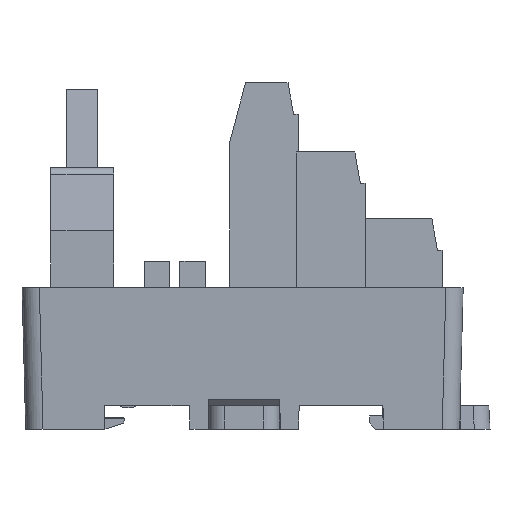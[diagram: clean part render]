
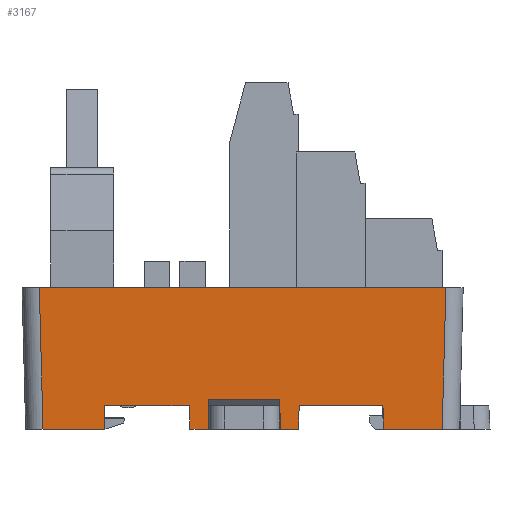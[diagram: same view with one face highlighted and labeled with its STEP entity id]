
A CAD part, left-side view. The second image highlights one B-rep face of the part: STEP entity #3167.
In plain terms, the highlighted planar face has unit normal (-1, 0, -0.026).
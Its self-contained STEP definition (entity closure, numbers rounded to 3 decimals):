
#1944=FACE_OUTER_BOUND('',#6288,.T.);
#3167=ADVANCED_FACE('',(#1944),#4470,.T.);
#4470=PLANE('',#25248);
#6288=EDGE_LOOP('',(#8562,#8563,#8564,#8565,#8566,#8567,#8568,#8569,#8570,
#8571,#8572,#8573,#8574,#8575,#8576,#8577));
#8562=ORIENTED_EDGE('',*,*,#16721,.T.);
#8563=ORIENTED_EDGE('',*,*,#16778,.T.);
#8564=ORIENTED_EDGE('',*,*,#16748,.T.);
#8565=ORIENTED_EDGE('',*,*,#16771,.F.);
#8566=ORIENTED_EDGE('',*,*,#16534,.T.);
#8567=ORIENTED_EDGE('',*,*,#16779,.F.);
#8568=ORIENTED_EDGE('',*,*,#16780,.F.);
#8569=ORIENTED_EDGE('',*,*,#16781,.T.);
#8570=ORIENTED_EDGE('',*,*,#16782,.F.);
#8571=ORIENTED_EDGE('',*,*,#16783,.T.);
#8572=ORIENTED_EDGE('',*,*,#16784,.F.);
#8573=ORIENTED_EDGE('',*,*,#16785,.T.);
#8574=ORIENTED_EDGE('',*,*,#16520,.T.);
#8575=ORIENTED_EDGE('',*,*,#16711,.T.);
#8576=ORIENTED_EDGE('',*,*,#16703,.T.);
#8577=ORIENTED_EDGE('',*,*,#16786,.T.);
#14361=VERTEX_POINT('',#33840);
#14362=VERTEX_POINT('',#33842);
#14375=VERTEX_POINT('',#33868);
#14376=VERTEX_POINT('',#33870);
#14507=VERTEX_POINT('',#34205);
#14508=VERTEX_POINT('',#34207);
#14518=VERTEX_POINT('',#34241);
#14519=VERTEX_POINT('',#34243);
#14537=VERTEX_POINT('',#34290);
#14538=VERTEX_POINT('',#34292);
#14550=VERTEX_POINT('',#34352);
#14551=VERTEX_POINT('',#34354);
#14552=VERTEX_POINT('',#34356);
#14553=VERTEX_POINT('',#34358);
#14554=VERTEX_POINT('',#34360);
#14555=VERTEX_POINT('',#34362);
#16520=EDGE_CURVE('',#14362,#14361,#19658,.T.);
#16534=EDGE_CURVE('',#14376,#14375,#19670,.T.);
#16703=EDGE_CURVE('',#14508,#14507,#19832,.T.);
#16711=EDGE_CURVE('',#14361,#14508,#19840,.T.);
#16721=EDGE_CURVE('',#14519,#14518,#19848,.T.);
#16748=EDGE_CURVE('',#14538,#14537,#19871,.T.);
#16771=EDGE_CURVE('',#14376,#14537,#19891,.T.);
#16778=EDGE_CURVE('',#14518,#14538,#19898,.T.);
#16779=EDGE_CURVE('',#14550,#14375,#19899,.T.);
#16780=EDGE_CURVE('',#14551,#14550,#19900,.T.);
#16781=EDGE_CURVE('',#14551,#14552,#19901,.T.);
#16782=EDGE_CURVE('',#14553,#14552,#19902,.T.);
#16783=EDGE_CURVE('',#14553,#14554,#19903,.T.);
#16784=EDGE_CURVE('',#14555,#14554,#19904,.T.);
#16785=EDGE_CURVE('',#14555,#14362,#19905,.T.);
#16786=EDGE_CURVE('',#14507,#14519,#19906,.T.);
#19658=LINE('',#33841,#22521);
#19670=LINE('',#33869,#22533);
#19832=LINE('',#34206,#22695);
#19840=LINE('',#34221,#22703);
#19848=LINE('',#34242,#22711);
#19871=LINE('',#34291,#22734);
#19891=LINE('',#34339,#22754);
#19898=LINE('',#34350,#22761);
#19899=LINE('',#34351,#22762);
#19900=LINE('',#34353,#22763);
#19901=LINE('',#34355,#22764);
#19902=LINE('',#34357,#22765);
#19903=LINE('',#34359,#22766);
#19904=LINE('',#34361,#22767);
#19905=LINE('',#34363,#22768);
#19906=LINE('',#34364,#22769);
#22521=VECTOR('',#27157,1.);
#22533=VECTOR('',#27173,1.);
#22695=VECTOR('',#27421,1.);
#22703=VECTOR('',#27433,1.);
#22711=VECTOR('',#27455,1.);
#22734=VECTOR('',#27492,1.);
#22754=VECTOR('',#27544,1.);
#22761=VECTOR('',#27559,1.);
#22762=VECTOR('',#27560,1.);
#22763=VECTOR('',#27561,1.);
#22764=VECTOR('',#27562,1.);
#22765=VECTOR('',#27563,1.);
#22766=VECTOR('',#27564,1.);
#22767=VECTOR('',#27565,1.);
#22768=VECTOR('',#27566,1.);
#22769=VECTOR('',#27567,1.);
#25248=AXIS2_PLACEMENT_3D('',#34365,#27568,#27569);
#27157=DIRECTION('',(0.,-1.,0.));
#27173=DIRECTION('',(0.,-1.,0.));
#27421=DIRECTION('',(0.,-1.,0.));
#27433=DIRECTION('',(0.026,-0.017,-1.));
#27455=DIRECTION('',(0.,1.,0.));
#27492=DIRECTION('',(0.,-1.,0.));
#27544=DIRECTION('',(0.026,0.017,-1.));
#27559=DIRECTION('',(0.026,-0.026,-0.999));
#27560=DIRECTION('',(-0.026,0.035,0.999));
#27561=DIRECTION('',(0.,1.,0.));
#27562=DIRECTION('',(-0.026,-0.009,1.));
#27563=DIRECTION('',(0.,1.,0.));
#27564=DIRECTION('',(0.026,-0.009,-1.));
#27565=DIRECTION('',(0.,1.,0.));
#27566=DIRECTION('',(-0.026,-0.035,0.999));
#27567=DIRECTION('',(-0.026,-0.026,0.999));
#27568=DIRECTION('',(-1.,0.,-0.026));
#27569=DIRECTION('',(0.026,0.,-1.));
#33840=CARTESIAN_POINT('',(-28.557,10.2,-15.));
#33841=CARTESIAN_POINT('',(-28.557,27.85,-15.));
#33842=CARTESIAN_POINT('',(-28.557,20.85,-15.));
#33868=CARTESIAN_POINT('',(-28.557,34.85,-15.));
#33869=CARTESIAN_POINT('',(-28.557,27.85,-15.));
#33870=CARTESIAN_POINT('',(-28.557,45.6,-15.));
#34205=CARTESIAN_POINT('',(-28.479,2.671,-18.));
#34206=CARTESIAN_POINT('',(-28.479,27.85,-18.));
#34207=CARTESIAN_POINT('',(-28.479,10.148,-18.));
#34221=CARTESIAN_POINT('',(-28.958,10.467,0.309));
#34241=CARTESIAN_POINT('',(-28.95,53.901,0.));
#34242=CARTESIAN_POINT('',(-28.95,28.35,0.));
#34243=CARTESIAN_POINT('',(-28.95,2.199,0.));
#34290=CARTESIAN_POINT('',(-28.479,45.652,-18.));
#34291=CARTESIAN_POINT('',(-28.479,28.35,-18.));
#34292=CARTESIAN_POINT('',(-28.479,53.429,-18.));
#34339=CARTESIAN_POINT('',(-28.526,45.621,-16.204));
#34350=CARTESIAN_POINT('',(-28.933,53.884,-0.66));
#34351=CARTESIAN_POINT('',(-28.526,34.808,-16.202));
#34352=CARTESIAN_POINT('',(-28.479,34.745,-18.));
#34353=CARTESIAN_POINT('',(-28.479,27.85,-18.));
#34354=CARTESIAN_POINT('',(-28.479,32.426,-18.));
#34355=CARTESIAN_POINT('',(-28.526,32.411,-16.204));
#34356=CARTESIAN_POINT('',(-28.576,32.394,-14.274));
#34357=CARTESIAN_POINT('',(-28.576,237.295,-14.274));
#34358=CARTESIAN_POINT('',(-28.576,23.306,-14.274));
#34359=CARTESIAN_POINT('',(-28.526,23.29,-16.204));
#34360=CARTESIAN_POINT('',(-28.479,23.274,-18.));
#34361=CARTESIAN_POINT('',(-28.479,27.85,-18.));
#34362=CARTESIAN_POINT('',(-28.479,20.955,-18.));
#34363=CARTESIAN_POINT('',(-28.943,20.336,-0.282));
#34364=CARTESIAN_POINT('',(-28.933,2.217,-0.66));
#34365=CARTESIAN_POINT('',(-28.95,28.35,-0.003));
